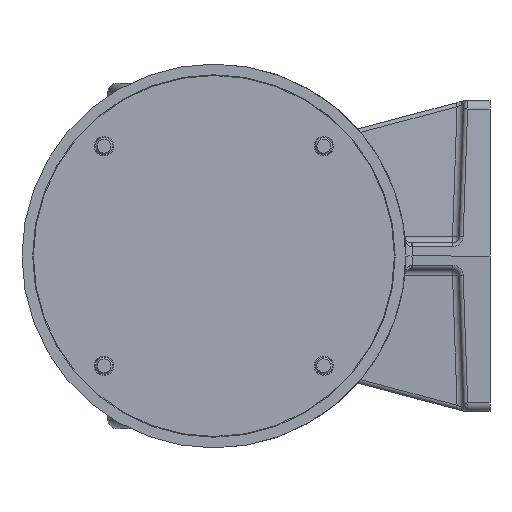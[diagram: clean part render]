
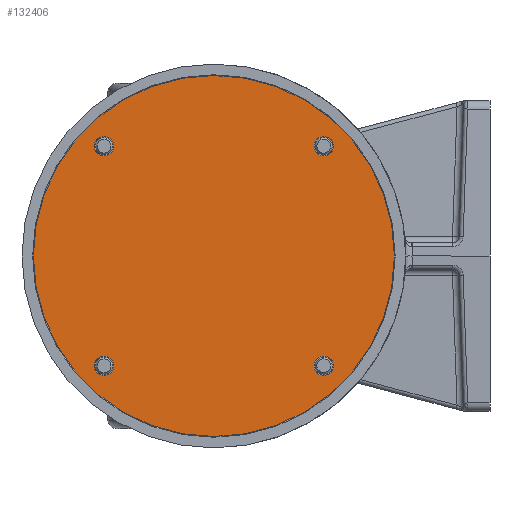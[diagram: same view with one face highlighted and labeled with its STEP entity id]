
A CAD part, left-side view. The second image highlights one B-rep face of the part: STEP entity #132406.
In plain terms, the highlighted planar face has unit normal (-1, 0, 0).
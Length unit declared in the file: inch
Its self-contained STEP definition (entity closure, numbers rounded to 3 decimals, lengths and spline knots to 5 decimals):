
#937 = DIRECTION ( 'NONE',  ( -1., 0., 0. ) ) ;
#2921 = EDGE_CURVE ( 'NONE', #110321, #76318, #36815, .T. ) ;
#3101 = CARTESIAN_POINT ( 'NONE',  ( -19.51, -3.18198, -3.46323 ) ) ;
#8497 = CARTESIAN_POINT ( 'NONE',  ( -19.51, 0., 0. ) ) ;
#9305 = DIRECTION ( 'NONE',  ( 0., 0., 1. ) ) ;
#10525 = CARTESIAN_POINT ( 'NONE',  ( -19.51, 3.18198, 3.18198 ) ) ;
#14391 = CIRCLE ( 'NONE', #38968, 0.28125 ) ;
#14768 = ORIENTED_EDGE ( 'NONE', *, *, #105441, .F. ) ;
#16133 = CIRCLE ( 'NONE', #52682, 5.2305 ) ;
#19123 = DIRECTION ( 'NONE',  ( 0., 0., -1. ) ) ;
#19158 = CARTESIAN_POINT ( 'NONE',  ( -19.51, 5.2305, 0. ) ) ;
#20858 = AXIS2_PLACEMENT_3D ( 'NONE', #135358, #72316, #9305 ) ;
#21085 = EDGE_CURVE ( 'NONE', #76824, #97668, #41764, .T. ) ;
#21101 = EDGE_CURVE ( 'NONE', #134744, #36170, #30314, .T. ) ;
#21150 = DIRECTION ( 'NONE',  ( 0., 0., 1. ) ) ;
#22554 = DIRECTION ( 'NONE',  ( -1., 0., 0. ) ) ;
#29832 = DIRECTION ( 'NONE',  ( 0., 0., -1. ) ) ;
#30314 = CIRCLE ( 'NONE', #106409, 0.28125 ) ;
#30978 = CARTESIAN_POINT ( 'NONE',  ( -19.51, 3.18198, -2.90073 ) ) ;
#35467 = EDGE_CURVE ( 'NONE', #36170, #134744, #121226, .T. ) ;
#35650 = DIRECTION ( 'NONE',  ( -1., 0., 0. ) ) ;
#36170 = VERTEX_POINT ( 'NONE', #3101 ) ;
#36815 = CIRCLE ( 'NONE', #104861, 0.28125 ) ;
#38968 = AXIS2_PLACEMENT_3D ( 'NONE', #113516, #50581, #124109 ) ;
#39909 = PLANE ( 'NONE',  #94344 ) ;
#40975 = CARTESIAN_POINT ( 'NONE',  ( -19.51, -3.18198, -2.90073 ) ) ;
#41764 = CIRCLE ( 'NONE', #99371, 0.28125 ) ;
#42355 = CARTESIAN_POINT ( 'NONE',  ( -19.51, -3.18198, -3.18198 ) ) ;
#45002 = AXIS2_PLACEMENT_3D ( 'NONE', #98594, #35650, #109167 ) ;
#48946 = EDGE_LOOP ( 'NONE', ( #73844, #92864 ) ) ;
#49813 = EDGE_LOOP ( 'NONE', ( #57145, #82363 ) ) ;
#50581 = DIRECTION ( 'NONE',  ( -1., 0., 0. ) ) ;
#51619 = CARTESIAN_POINT ( 'NONE',  ( -19.51, 0., -5.2305 ) ) ;
#52247 = CIRCLE ( 'NONE', #99710, 0.28125 ) ;
#52298 = AXIS2_PLACEMENT_3D ( 'NONE', #8497, #82125, #19123 ) ;
#52682 = AXIS2_PLACEMENT_3D ( 'NONE', #58735, #132268, #69267 ) ;
#52927 = DIRECTION ( 'NONE',  ( 0., 0., 1. ) ) ;
#54324 = ORIENTED_EDGE ( 'NONE', *, *, #2921, .F. ) ;
#57145 = ORIENTED_EDGE ( 'NONE', *, *, #21085, .F. ) ;
#57499 = CARTESIAN_POINT ( 'NONE',  ( -19.51, 3.18198, 2.90073 ) ) ;
#58539 = VERTEX_POINT ( 'NONE', #105650 ) ;
#58735 = CARTESIAN_POINT ( 'NONE',  ( -19.51, 0., 0. ) ) ;
#63064 = VERTEX_POINT ( 'NONE', #51619 ) ;
#63226 = VERTEX_POINT ( 'NONE', #73593 ) ;
#63753 = CIRCLE ( 'NONE', #45002, 0.28125 ) ;
#63912 = CARTESIAN_POINT ( 'NONE',  ( -19.51, 3.18198, -3.18198 ) ) ;
#64274 = AXIS2_PLACEMENT_3D ( 'NONE', #121788, #134924, #71894 ) ;
#64856 = CIRCLE ( 'NONE', #64274, 0.28125 ) ;
#66159 = EDGE_LOOP ( 'NONE', ( #120020, #71689 ) ) ;
#69267 = DIRECTION ( 'NONE',  ( 0., 0., -1. ) ) ;
#71552 = EDGE_CURVE ( 'NONE', #63064, #108961, #113896, .T. ) ;
#71689 = ORIENTED_EDGE ( 'NONE', *, *, #35467, .F. ) ;
#71894 = DIRECTION ( 'NONE',  ( 0., 0., 1. ) ) ;
#72316 = DIRECTION ( 'NONE',  ( -1., 0., 0. ) ) ;
#73221 = FACE_BOUND ( 'NONE', #113276, .T. ) ;
#73593 = CARTESIAN_POINT ( 'NONE',  ( -19.51, -3.18198, 2.90073 ) ) ;
#73844 = ORIENTED_EDGE ( 'NONE', *, *, #71552, .F. ) ;
#74484 = DIRECTION ( 'NONE',  ( 0., 0., 1. ) ) ;
#76318 = VERTEX_POINT ( 'NONE', #30978 ) ;
#76824 = VERTEX_POINT ( 'NONE', #81812 ) ;
#79252 = EDGE_CURVE ( 'NONE', #97668, #76824, #14391, .T. ) ;
#79515 = EDGE_CURVE ( 'NONE', #63226, #58539, #52247, .T. ) ;
#80723 = EDGE_LOOP ( 'NONE', ( #102201, #54324 ) ) ;
#81812 = CARTESIAN_POINT ( 'NONE',  ( -19.51, 3.18198, 3.46323 ) ) ;
#82125 = DIRECTION ( 'NONE',  ( 1., 0., 0. ) ) ;
#82363 = ORIENTED_EDGE ( 'NONE', *, *, #79252, .F. ) ;
#84139 = DIRECTION ( 'NONE',  ( -1., 0., 0. ) ) ;
#85481 = CARTESIAN_POINT ( 'NONE',  ( -19.51, -3.18198, 3.18198 ) ) ;
#86485 = CARTESIAN_POINT ( 'NONE',  ( -19.51, 0., 5.2305 ) ) ;
#92715 = DIRECTION ( 'NONE',  ( 1., 0., 0. ) ) ;
#92864 = ORIENTED_EDGE ( 'NONE', *, *, #94618, .F. ) ;
#94344 = AXIS2_PLACEMENT_3D ( 'NONE', #19158, #92715, #29832 ) ;
#94618 = EDGE_CURVE ( 'NONE', #108961, #63064, #16133, .T. ) ;
#95791 = ORIENTED_EDGE ( 'NONE', *, *, #79515, .F. ) ;
#96089 = DIRECTION ( 'NONE',  ( 0., 0., 1. ) ) ;
#96717 = EDGE_CURVE ( 'NONE', #76318, #110321, #64856, .T. ) ;
#97668 = VERTEX_POINT ( 'NONE', #57499 ) ;
#97878 = FACE_OUTER_BOUND ( 'NONE', #48946, .T. ) ;
#98594 = CARTESIAN_POINT ( 'NONE',  ( -19.51, -3.18198, 3.18198 ) ) ;
#99371 = AXIS2_PLACEMENT_3D ( 'NONE', #10525, #84139, #21150 ) ;
#99710 = AXIS2_PLACEMENT_3D ( 'NONE', #85481, #22554, #96089 ) ;
#101183 = FACE_BOUND ( 'NONE', #80723, .T. ) ;
#102201 = ORIENTED_EDGE ( 'NONE', *, *, #96717, .F. ) ;
#104439 = CARTESIAN_POINT ( 'NONE',  ( -19.51, 3.18198, -3.46323 ) ) ;
#104861 = AXIS2_PLACEMENT_3D ( 'NONE', #63912, #937, #74484 ) ;
#105441 = EDGE_CURVE ( 'NONE', #58539, #63226, #63753, .T. ) ;
#105650 = CARTESIAN_POINT ( 'NONE',  ( -19.51, -3.18198, 3.46323 ) ) ;
#106409 = AXIS2_PLACEMENT_3D ( 'NONE', #42355, #115871, #52927 ) ;
#108961 = VERTEX_POINT ( 'NONE', #86485 ) ;
#109167 = DIRECTION ( 'NONE',  ( 0., 0., 1. ) ) ;
#110321 = VERTEX_POINT ( 'NONE', #104439 ) ;
#113276 = EDGE_LOOP ( 'NONE', ( #14768, #95791 ) ) ;
#113516 = CARTESIAN_POINT ( 'NONE',  ( -19.51, 3.18198, 3.18198 ) ) ;
#113896 = CIRCLE ( 'NONE', #52298, 5.2305 ) ;
#115871 = DIRECTION ( 'NONE',  ( -1., 0., 0. ) ) ;
#120020 = ORIENTED_EDGE ( 'NONE', *, *, #21101, .F. ) ;
#121226 = CIRCLE ( 'NONE', #20858, 0.28125 ) ;
#121788 = CARTESIAN_POINT ( 'NONE',  ( -19.51, 3.18198, -3.18198 ) ) ;
#124109 = DIRECTION ( 'NONE',  ( 0., 0., 1. ) ) ;
#125923 = FACE_BOUND ( 'NONE', #49813, .T. ) ;
#129164 = FACE_BOUND ( 'NONE', #66159, .T. ) ;
#132268 = DIRECTION ( 'NONE',  ( 1., 0., 0. ) ) ;
#132406 = ADVANCED_FACE ( 'NONE', ( #101183, #73221, #97878, #125923, #129164 ), #39909, .F. ) ;
#134744 = VERTEX_POINT ( 'NONE', #40975 ) ;
#134924 = DIRECTION ( 'NONE',  ( -1., 0., 0. ) ) ;
#135358 = CARTESIAN_POINT ( 'NONE',  ( -19.51, -3.18198, -3.18198 ) ) ;
